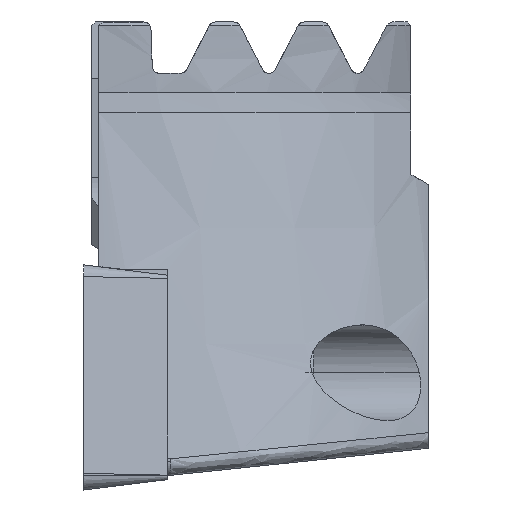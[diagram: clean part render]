
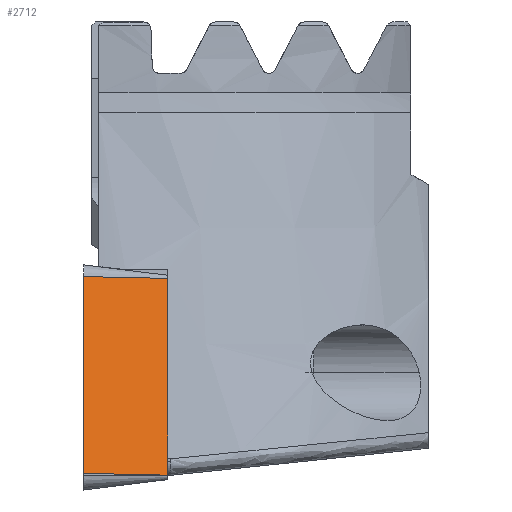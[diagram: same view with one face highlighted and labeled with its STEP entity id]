
A CAD part, left-side view. The second image highlights one B-rep face of the part: STEP entity #2712.
In plain terms, the highlighted planar face has unit normal (-0.978, -0.122, 0.172).
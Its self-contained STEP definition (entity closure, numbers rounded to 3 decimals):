
#1284=EDGE_CURVE('NONE',#2236,#2202,#3566,.T.);
#1366=VERTEX_POINT('NONE',#3657);
#2094=EDGE_CURVE('NONE',#2982,#1366,#4452,.T.);
#2150=EDGE_CURVE('NONE',#2202,#2982,#4518,.T.);
#2202=VERTEX_POINT('NONE',#4573);
#2236=VERTEX_POINT('NONE',#4607);
#2712=ADVANCED_FACE('NONE',(#5131),#5132,.T.);
#2982=VERTEX_POINT('NONE',#5434);
#3068=EDGE_CURVE('NONE',#2236,#1366,#5526,.T.);
#3566=LINE('',#6190,#6191);
#3657=CARTESIAN_POINT('',(0.985,0.15,6.019));
#4452=LINE('',#9346,#9347);
#4518=LINE('',#9441,#9442);
#4573=CARTESIAN_POINT('',(0.294,-2.23,0.419));
#4607=CARTESIAN_POINT('',(1.272,-2.23,5.969));
#5131=FACE_OUTER_BOUND('',#11247,.T.);
#5132=PLANE('',#11248);
#5434=CARTESIAN_POINT('',(0.006,0.15,0.469));
#5526=LINE('',#12643,#12644);
#6190=CARTESIAN_POINT('',(0.294,-2.23,0.419));
#6191=VECTOR('',#13858,1000.0);
#9346=CARTESIAN_POINT('',(0.006,0.15,0.469));
#9347=VECTOR('',#14802,1000.0);
#9441=CARTESIAN_POINT('',(0.006,0.15,0.469));
#9442=VECTOR('',#14907,1000.0);
#11247=EDGE_LOOP('',(#15536,#15537,#15538,#15539));
#11248=AXIS2_PLACEMENT_3D('',#15540,#15541,#15542);
#12643=CARTESIAN_POINT('',(0.985,0.15,6.019));
#12644=VECTOR('',#15985,1000.0);
#13858=DIRECTION('',(-0.174,0.,-0.985));
#14802=DIRECTION('',(0.174,0.,0.985));
#14907=DIRECTION('',(-0.12,0.993,0.021));
#15536=ORIENTED_EDGE('',*,*,#1284,.F.);
#15537=ORIENTED_EDGE('',*,*,#3068,.T.);
#15538=ORIENTED_EDGE('',*,*,#2094,.F.);
#15539=ORIENTED_EDGE('',*,*,#2150,.F.);
#15540=CARTESIAN_POINT('',(0.006,0.15,0.469));
#15541=DIRECTION('',(-0.977,-0.122,0.172));
#15542=DIRECTION('',(-0.174,0.,-0.985));
#15985=DIRECTION('',(-0.12,0.993,0.021));
